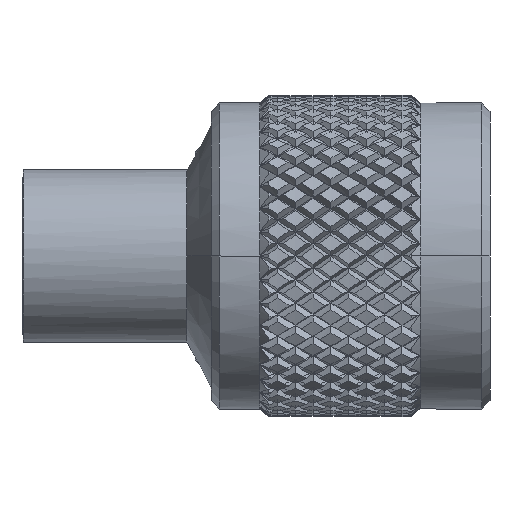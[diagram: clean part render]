
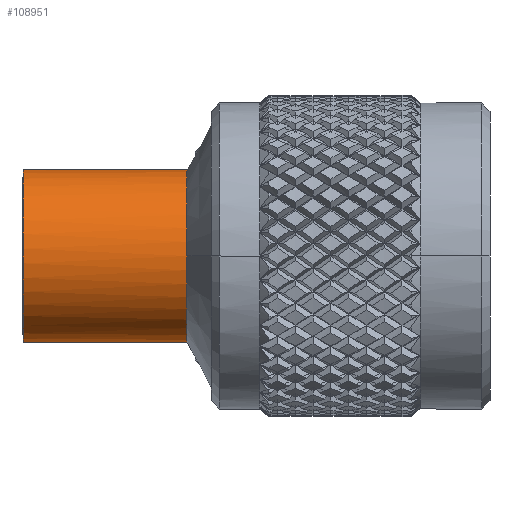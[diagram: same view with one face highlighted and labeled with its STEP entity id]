
A CAD part, left-side view. The second image highlights one B-rep face of the part: STEP entity #108951.
In plain terms, the highlighted cylindrical face has radius 5.395 mm (diameter 10.79 mm), a partial arc.
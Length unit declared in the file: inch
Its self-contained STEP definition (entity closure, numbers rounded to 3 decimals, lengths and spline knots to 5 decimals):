
#666 = CYLINDRICAL_SURFACE ( 'NONE', #105003, 0.21241 ) ;
#2098 = AXIS2_PLACEMENT_3D ( 'NONE', #86857, #193298, #71653 ) ;
#2795 = DIRECTION ( 'NONE',  ( -1., 0., 0. ) ) ;
#3289 = AXIS2_PLACEMENT_3D ( 'NONE', #58880, #72702, #133523 ) ;
#5816 = EDGE_CURVE ( 'NONE', #188465, #168995, #65968, .T. ) ;
#6616 = DIRECTION ( 'NONE',  ( 0., 0., 1. ) ) ;
#6765 = VERTEX_POINT ( 'NONE', #173382 ) ;
#7159 = ORIENTED_EDGE ( 'NONE', *, *, #172251, .F. ) ;
#7857 = DIRECTION ( 'NONE',  ( 1., 0., 0. ) ) ;
#15107 = EDGE_LOOP ( 'NONE', ( #153165, #111738, #7159, #146405, #193550 ) ) ;
#23027 = CARTESIAN_POINT ( 'NONE',  ( 0.05962, 0.13037, 0.16769 ) ) ;
#29071 = VERTEX_POINT ( 'NONE', #54369 ) ;
#33129 = DIRECTION ( 'NONE',  ( 0., 0., 1. ) ) ;
#35625 = EDGE_CURVE ( 'NONE', #144714, #29071, #141113, .T. ) ;
#48389 = CARTESIAN_POINT ( 'NONE',  ( 0.05962, 0., 0. ) ) ;
#54369 = CARTESIAN_POINT ( 'NONE',  ( 0.05962, 0., -0.21241 ) ) ;
#54845 = EDGE_CURVE ( 'NONE', #6765, #168995, #155289, .T. ) ;
#58880 = CARTESIAN_POINT ( 'NONE',  ( 0.46208, 0., 0. ) ) ;
#65968 = CIRCLE ( 'NONE', #3289, 0.21241 ) ;
#66138 = CARTESIAN_POINT ( 'NONE',  ( -5.70743, 0., 0. ) ) ;
#71653 = DIRECTION ( 'NONE',  ( 0., 0., 1. ) ) ;
#72702 = DIRECTION ( 'NONE',  ( -1., 0., 0. ) ) ;
#81964 = DIRECTION ( 'NONE',  ( -1., 0., 0. ) ) ;
#86857 = CARTESIAN_POINT ( 'NONE',  ( 0.05962, 0., 0. ) ) ;
#105003 = AXIS2_PLACEMENT_3D ( 'NONE', #66138, #81964, #6616 ) ;
#108951 = ADVANCED_FACE ( 'NONE', ( #182754 ), #666, .T. ) ;
#111738 = ORIENTED_EDGE ( 'NONE', *, *, #54845, .F. ) ;
#119857 = VECTOR ( 'NONE', #174625, 39.37008 ) ;
#124320 = CARTESIAN_POINT ( 'NONE',  ( 0.05962, 0.13037, 0.16769 ) ) ;
#129630 = CARTESIAN_POINT ( 'NONE',  ( 0.05962, -0.13037, 0.16769 ) ) ;
#133523 = DIRECTION ( 'NONE',  ( 0., 0., 1. ) ) ;
#135798 = VECTOR ( 'NONE', #7857, 39.37008 ) ;
#141113 = CIRCLE ( 'NONE', #2098, 0.21241 ) ;
#144714 = VERTEX_POINT ( 'NONE', #124320 ) ;
#146405 = ORIENTED_EDGE ( 'NONE', *, *, #35625, .F. ) ;
#151906 = CARTESIAN_POINT ( 'NONE',  ( 0.46208, 0.13037, 0.16769 ) ) ;
#153165 = ORIENTED_EDGE ( 'NONE', *, *, #5816, .T. ) ;
#155289 = LINE ( 'NONE', #129630, #119857 ) ;
#168995 = VERTEX_POINT ( 'NONE', #186857 ) ;
#171700 = EDGE_CURVE ( 'NONE', #144714, #188465, #183283, .T. ) ;
#172251 = EDGE_CURVE ( 'NONE', #29071, #6765, #185360, .T. ) ;
#173382 = CARTESIAN_POINT ( 'NONE',  ( 0.05962, -0.13037, 0.16769 ) ) ;
#174625 = DIRECTION ( 'NONE',  ( 1., 0., 0. ) ) ;
#182754 = FACE_OUTER_BOUND ( 'NONE', #15107, .T. ) ;
#183283 = LINE ( 'NONE', #23027, #135798 ) ;
#185360 = CIRCLE ( 'NONE', #187455, 0.21241 ) ;
#186857 = CARTESIAN_POINT ( 'NONE',  ( 0.46208, -0.13037, 0.16769 ) ) ;
#187455 = AXIS2_PLACEMENT_3D ( 'NONE', #48389, #2795, #33129 ) ;
#188465 = VERTEX_POINT ( 'NONE', #151906 ) ;
#193298 = DIRECTION ( 'NONE',  ( -1., 0., 0. ) ) ;
#193550 = ORIENTED_EDGE ( 'NONE', *, *, #171700, .T. ) ;
